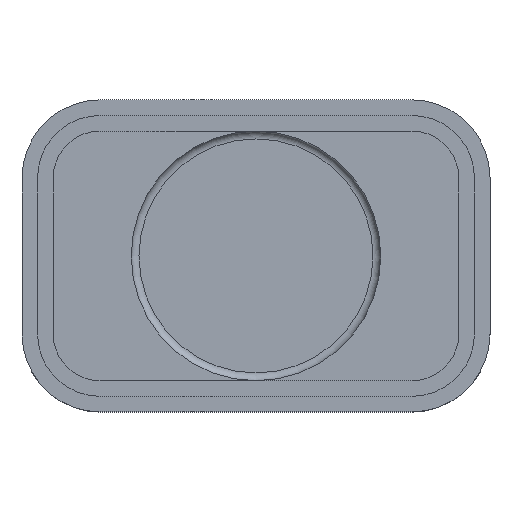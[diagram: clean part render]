
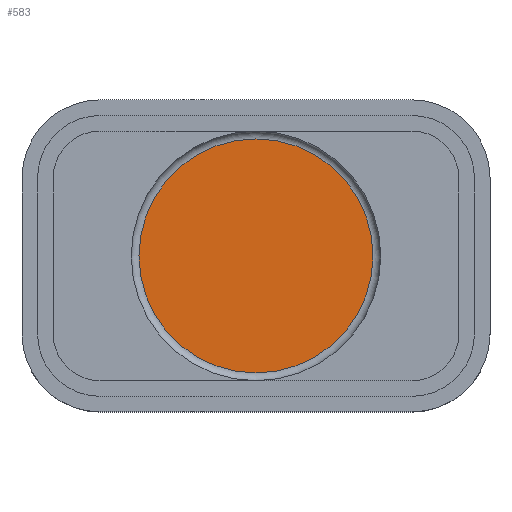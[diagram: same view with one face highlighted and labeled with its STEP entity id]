
A CAD part, top view. The second image highlights one B-rep face of the part: STEP entity #583.
In plain terms, the highlighted planar face has unit normal (0, 0, 1).
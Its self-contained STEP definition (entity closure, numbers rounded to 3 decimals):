
#17=PLANE('',#637);
#166=FACE_OUTER_BOUND('',#200,.T.);
#200=EDGE_LOOP('',(#420));
#234=CIRCLE('',#630,7.5);
#264=VERTEX_POINT('',#882);
#319=EDGE_CURVE('',#264,#264,#234,.T.);
#420=ORIENTED_EDGE('',*,*,#319,.F.);
#583=ADVANCED_FACE('',(#166),#17,.T.);
#630=AXIS2_PLACEMENT_3D('',#883,#697,#698);
#637=AXIS2_PLACEMENT_3D('',#901,#716,#717);
#697=DIRECTION('center_axis',(0.,0.,-1.));
#698=DIRECTION('ref_axis',(-1.,0.,0.));
#716=DIRECTION('center_axis',(0.,0.,1.));
#717=DIRECTION('ref_axis',(-1.,0.,0.));
#882=CARTESIAN_POINT('',(7.5,0.,6.));
#883=CARTESIAN_POINT('Origin',(0.,0.,6.));
#901=CARTESIAN_POINT('Origin',(0.,0.,6.));
